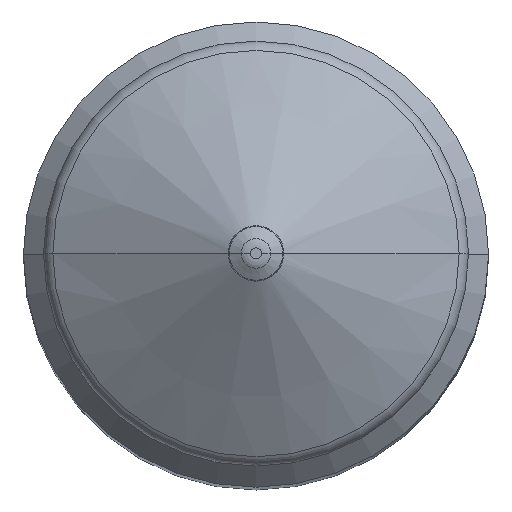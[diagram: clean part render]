
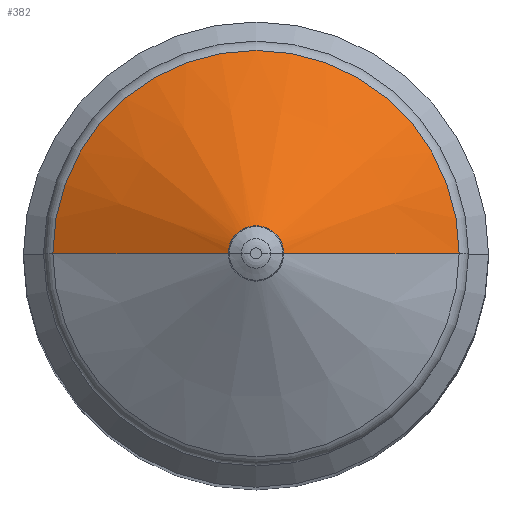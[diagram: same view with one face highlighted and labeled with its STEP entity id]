
A CAD part, top view. The second image highlights one B-rep face of the part: STEP entity #382.
In plain terms, the highlighted conical face has half-angle 60 degrees and reference radius 1.191 mm.
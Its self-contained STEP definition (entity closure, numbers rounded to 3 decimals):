
#363 = EDGE_CURVE ( 'NONE', #373, #409, #807, .T. ) ;
#366 = ORIENTED_EDGE ( 'NONE', *, *, #400, .F. ) ;
#368 = ORIENTED_EDGE ( 'NONE', *, *, #404, .T. ) ;
#373 = VERTEX_POINT ( 'NONE', #812 ) ;
#377 = EDGE_CURVE ( 'NONE', #381, #422, #809, .T. ) ;
#381 = VERTEX_POINT ( 'NONE', #779 ) ;
#382 = ADVANCED_FACE ( 'NONE', ( #778 ), #771, .T. ) ;
#385 = ORIENTED_EDGE ( 'NONE', *, *, #363, .F. ) ;
#400 = EDGE_CURVE ( 'NONE', #409, #422, #986, .T. ) ;
#404 = EDGE_CURVE ( 'NONE', #373, #381, #982, .T. ) ;
#409 = VERTEX_POINT ( 'NONE', #900 ) ;
#414 = EDGE_LOOP ( 'NONE', ( #368, #415, #366, #385 ) ) ;
#415 = ORIENTED_EDGE ( 'NONE', *, *, #377, .T. ) ;
#422 = VERTEX_POINT ( 'NONE', #952 ) ;
#722 = DIRECTION ( 'NONE',  ( 0., 0., -1. ) ) ;
#742 = DIRECTION ( 'NONE',  ( -1., 0., 0. ) ) ;
#771 = CONICAL_SURFACE ( 'NONE', #780, 1.191, 1.047 ) ;
#778 = FACE_OUTER_BOUND ( 'NONE', #414, .T. ) ;
#779 = CARTESIAN_POINT ( 'NONE',  ( 1.191, 0., 99.456 ) ) ;
#780 = AXIS2_PLACEMENT_3D ( 'NONE', #818, #722, #742 ) ;
#782 = DIRECTION ( 'NONE',  ( 0.866, 0., -0.5 ) ) ;
#783 = VECTOR ( 'NONE', #782, 1000. ) ;
#784 = CARTESIAN_POINT ( 'NONE',  ( 1.191, 0., 99.456 ) ) ;
#804 = CARTESIAN_POINT ( 'NONE',  ( -1.191, 0., 99.456 ) ) ;
#807 = LINE ( 'NONE', #804, #815 ) ;
#809 = LINE ( 'NONE', #784, #783 ) ;
#812 = CARTESIAN_POINT ( 'NONE',  ( -1.191, 0., 99.456 ) ) ;
#815 = VECTOR ( 'NONE', #824, 1000. ) ;
#818 = CARTESIAN_POINT ( 'NONE',  ( 0., 0., 99.456 ) ) ;
#824 = DIRECTION ( 'NONE',  ( -0.866, 0., -0.5 ) ) ;
#900 = CARTESIAN_POINT ( 'NONE',  ( -8.735, 0., 95.101 ) ) ;
#945 = DIRECTION ( 'NONE',  ( -1., 0., 0. ) ) ;
#946 = DIRECTION ( 'NONE',  ( 0., 0., -1. ) ) ;
#947 = CARTESIAN_POINT ( 'NONE',  ( 0., 0., 99.456 ) ) ;
#950 = AXIS2_PLACEMENT_3D ( 'NONE', #947, #946, #945 ) ;
#952 = CARTESIAN_POINT ( 'NONE',  ( 8.735, 0., 95.101 ) ) ;
#982 = CIRCLE ( 'NONE', #950, 1.191 ) ;
#983 = DIRECTION ( 'NONE',  ( -1., 0., 0. ) ) ;
#984 = DIRECTION ( 'NONE',  ( 0., 0., -1. ) ) ;
#985 = CARTESIAN_POINT ( 'NONE',  ( 0., 0., 95.101 ) ) ;
#986 = CIRCLE ( 'NONE', #988, 8.735 ) ;
#988 = AXIS2_PLACEMENT_3D ( 'NONE', #985, #984, #983 ) ;
